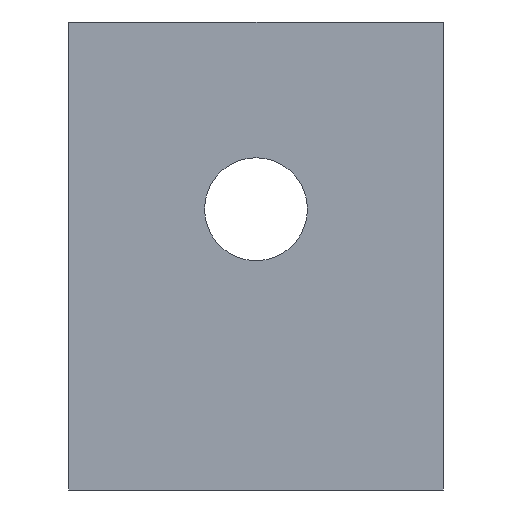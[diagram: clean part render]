
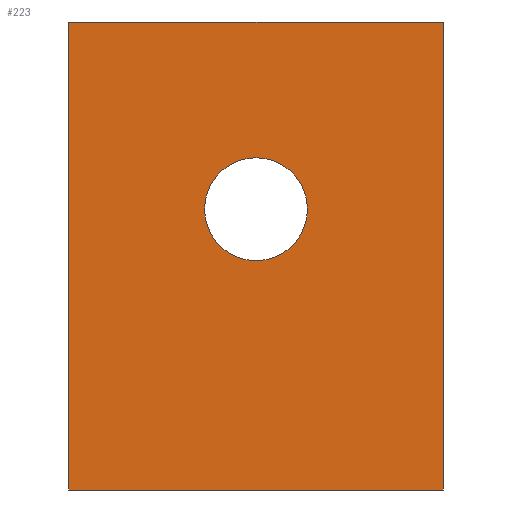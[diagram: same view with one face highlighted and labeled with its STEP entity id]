
A CAD part, left-side view. The second image highlights one B-rep face of the part: STEP entity #223.
In plain terms, the highlighted planar face has unit normal (-1, 0, 0).
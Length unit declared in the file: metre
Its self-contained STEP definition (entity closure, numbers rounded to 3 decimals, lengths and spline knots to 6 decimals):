
#26=LINE('',#349,#52);
#30=LINE('',#357,#56);
#32=LINE('',#361,#58);
#36=LINE('',#367,#62);
#52=VECTOR('',#286,1.);
#56=VECTOR('',#292,1.);
#58=VECTOR('',#296,1.);
#62=VECTOR('',#304,1.);
#73=PLANE('',#251);
#118=ORIENTED_EDGE('',*,*,#148,.F.);
#119=ORIENTED_EDGE('',*,*,#158,.F.);
#120=ORIENTED_EDGE('',*,*,#152,.T.);
#121=ORIENTED_EDGE('',*,*,#154,.T.);
#122=ORIENTED_EDGE('',*,*,#132,.F.);
#132=EDGE_CURVE('',#160,#160,#178,.T.);
#148=EDGE_CURVE('',#173,#174,#26,.T.);
#152=EDGE_CURVE('',#177,#176,#30,.T.);
#154=EDGE_CURVE('',#176,#174,#32,.T.);
#158=EDGE_CURVE('',#177,#173,#36,.T.);
#160=VERTEX_POINT('',#315);
#173=VERTEX_POINT('',#348);
#174=VERTEX_POINT('',#350);
#176=VERTEX_POINT('',#356);
#177=VERTEX_POINT('',#358);
#178=CIRCLE('',#240,0.00275);
#191=EDGE_LOOP('',(#118,#119,#120,#121));
#192=EDGE_LOOP('',(#122));
#207=FACE_BOUND('',#191,.T.);
#208=FACE_BOUND('',#192,.T.);
#223=ADVANCED_FACE('',(#207,#208),#73,.T.);
#240=AXIS2_PLACEMENT_3D('',#314,#258,#259);
#251=AXIS2_PLACEMENT_3D('',#368,#305,#306);
#258=DIRECTION('',(-1.,0.,0.));
#259=DIRECTION('',(0.,0.,1.));
#286=DIRECTION('',(0.,0.,1.));
#292=DIRECTION('',(0.,0.,1.));
#296=DIRECTION('',(0.,1.,0.));
#304=DIRECTION('',(0.,1.,0.));
#305=DIRECTION('',(-1.,0.,0.));
#306=DIRECTION('',(0.,0.,1.));
#314=CARTESIAN_POINT('',(0.,-0.01,0.015));
#315=CARTESIAN_POINT('',(0.,-0.01,0.01775));
#348=CARTESIAN_POINT('',(0.,0.,0.));
#349=CARTESIAN_POINT('',(0.,0.,0.0125));
#350=CARTESIAN_POINT('',(0.,0.,0.025));
#356=CARTESIAN_POINT('',(0.,-0.02,0.025));
#357=CARTESIAN_POINT('',(0.,-0.02,0.0125));
#358=CARTESIAN_POINT('',(0.,-0.02,0.));
#361=CARTESIAN_POINT('',(0.,-0.02,0.025));
#367=CARTESIAN_POINT('',(0.,-0.02,0.));
#368=CARTESIAN_POINT('',(0.,-0.02,0.0125));
